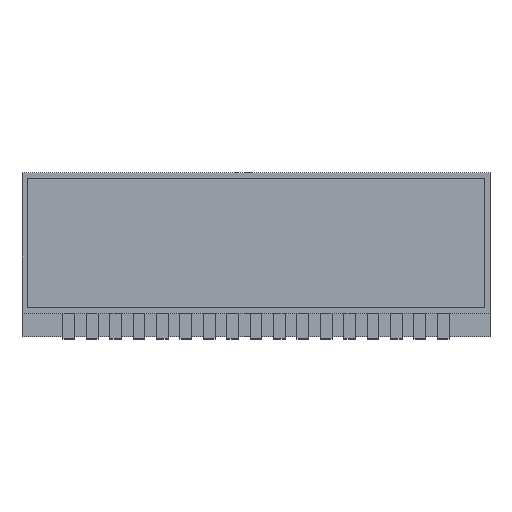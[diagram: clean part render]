
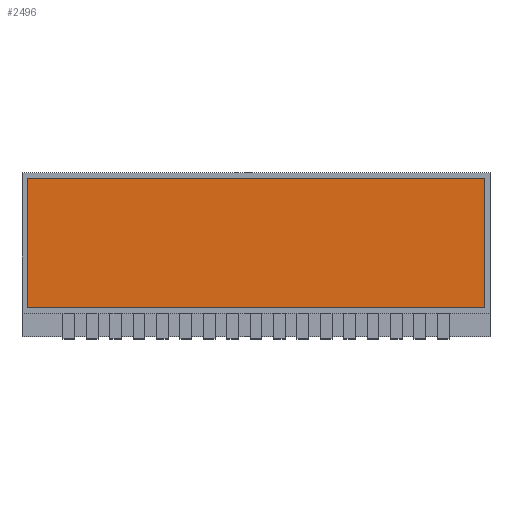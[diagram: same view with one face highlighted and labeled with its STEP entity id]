
A CAD part, top view. The second image highlights one B-rep face of the part: STEP entity #2496.
In plain terms, the highlighted planar face has unit normal (0, 0, 1).
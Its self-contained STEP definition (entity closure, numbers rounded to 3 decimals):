
#60=FACE_OUTER_BOUND('',#214,.T.);
#214=EDGE_LOOP('',(#1673,#1674,#1675,#1676));
#375=LINE('',#3517,#723);
#378=LINE('',#3523,#726);
#381=LINE('',#3529,#729);
#384=LINE('',#3533,#732);
#723=VECTOR('',#2854,10.);
#726=VECTOR('',#2859,10.);
#729=VECTOR('',#2864,10.);
#732=VECTOR('',#2869,10.);
#1067=VERTEX_POINT('',#3514);
#1068=VERTEX_POINT('',#3516);
#1070=VERTEX_POINT('',#3522);
#1072=VERTEX_POINT('',#3528);
#1303=EDGE_CURVE('',#1068,#1067,#375,.T.);
#1306=EDGE_CURVE('',#1070,#1068,#378,.T.);
#1309=EDGE_CURVE('',#1072,#1070,#381,.T.);
#1312=EDGE_CURVE('',#1067,#1072,#384,.T.);
#1673=ORIENTED_EDGE('',*,*,#1312,.T.);
#1674=ORIENTED_EDGE('',*,*,#1309,.T.);
#1675=ORIENTED_EDGE('',*,*,#1306,.T.);
#1676=ORIENTED_EDGE('',*,*,#1303,.T.);
#2342=PLANE('',#2681);
#2496=ADVANCED_FACE('',(#60),#2342,.T.);
#2681=AXIS2_PLACEMENT_3D('',#3534,#2870,#2871);
#2854=DIRECTION('',(-1.,0.,0.));
#2859=DIRECTION('',(0.,1.,0.));
#2864=DIRECTION('',(1.,0.,0.));
#2869=DIRECTION('',(0.,-1.,0.));
#2870=DIRECTION('center_axis',(0.,0.,
1.));
#2871=DIRECTION('ref_axis',(1.,0.,0.));
#3514=CARTESIAN_POINT('',(-19.5,6.5,82.358));
#3516=CARTESIAN_POINT('',(19.5,6.5,82.358));
#3517=CARTESIAN_POINT('',(19.5,6.5,82.358));
#3522=CARTESIAN_POINT('',(19.5,-4.5,82.358));
#3523=CARTESIAN_POINT('',(19.5,-4.5,82.358));
#3528=CARTESIAN_POINT('',(-19.5,-4.5,82.358));
#3529=CARTESIAN_POINT('',(-19.5,-4.5,82.358));
#3533=CARTESIAN_POINT('',(-19.5,6.5,82.358));
#3534=CARTESIAN_POINT('Origin',(0.,1.,
82.358));
